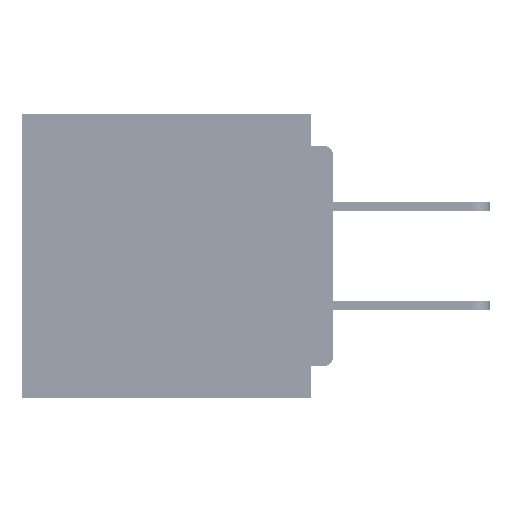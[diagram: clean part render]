
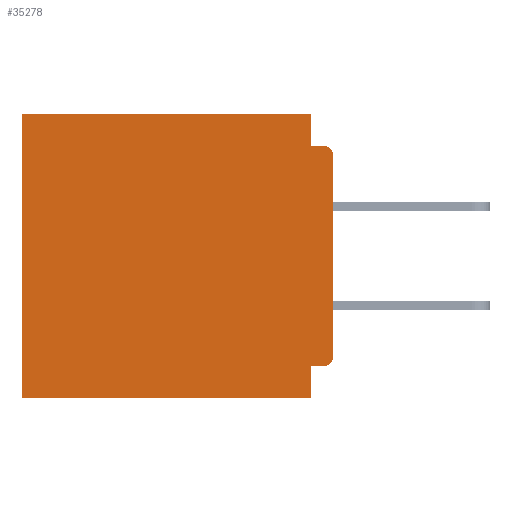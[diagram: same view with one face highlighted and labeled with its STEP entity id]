
A CAD part, left-side view. The second image highlights one B-rep face of the part: STEP entity #35278.
In plain terms, the highlighted planar face has unit normal (-1, 0, 0).
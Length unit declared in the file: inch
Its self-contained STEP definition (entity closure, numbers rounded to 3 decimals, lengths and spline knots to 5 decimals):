
#1392 = VERTEX_POINT ( 'NONE', #40140 ) ;
#1800 = EDGE_CURVE ( 'NONE', #45883, #15638, #11705, .T. ) ;
#2479 = DIRECTION ( 'NONE',  ( 0., 0., -1. ) ) ;
#2587 = DIRECTION ( 'NONE',  ( 1., 0., 0. ) ) ;
#2793 = LINE ( 'NONE', #24518, #14035 ) ;
#3050 = CARTESIAN_POINT ( 'NONE',  ( 0.3, 0., -0.34 ) ) ;
#3154 = VECTOR ( 'NONE', #45924, 39.37008 ) ;
#3349 = CARTESIAN_POINT ( 'NONE',  ( 0.3, 0.437, -0.4 ) ) ;
#3560 = ORIENTED_EDGE ( 'NONE', *, *, #9482, .F. ) ;
#4904 = DIRECTION ( 'NONE',  ( 0., 0., -1. ) ) ;
#7864 = EDGE_CURVE ( 'NONE', #1392, #40093, #2793, .T. ) ;
#8071 = ORIENTED_EDGE ( 'NONE', *, *, #29691, .F. ) ;
#8173 = DIRECTION ( 'NONE',  ( 0., 0., -1. ) ) ;
#9482 = EDGE_CURVE ( 'NONE', #25624, #30525, #35191, .T. ) ;
#9712 = CARTESIAN_POINT ( 'NONE',  ( 0.3, 0., -0.4 ) ) ;
#9884 = VERTEX_POINT ( 'NONE', #12388 ) ;
#10061 = VECTOR ( 'NONE', #51061, 39.37008 ) ;
#10103 = VECTOR ( 'NONE', #4904, 39.37008 ) ;
#11377 = DIRECTION ( 'NONE',  ( 0., 0., -1. ) ) ;
#11705 = LINE ( 'NONE', #35655, #35326 ) ;
#12388 = CARTESIAN_POINT ( 'NONE',  ( 0.3, 0.031, -0.4 ) ) ;
#14035 = VECTOR ( 'NONE', #38764, 39.37008 ) ;
#14082 = ORIENTED_EDGE ( 'NONE', *, *, #31278, .F. ) ;
#15094 = DIRECTION ( 'NONE',  ( -1., 0., 0. ) ) ;
#15287 = DIRECTION ( 'NONE',  ( 0., 1., 0. ) ) ;
#15638 = VERTEX_POINT ( 'NONE', #23878 ) ;
#15872 = LINE ( 'NONE', #17441, #3154 ) ;
#17441 = CARTESIAN_POINT ( 'NONE',  ( 0.3, 0., -0.4 ) ) ;
#19046 = EDGE_CURVE ( 'NONE', #56449, #27178, #54685, .T. ) ;
#21382 = VECTOR ( 'NONE', #8173, 39.37008 ) ;
#21462 = ORIENTED_EDGE ( 'NONE', *, *, #52443, .F. ) ;
#23878 = CARTESIAN_POINT ( 'NONE',  ( 0.3, 0.031, -0.355 ) ) ;
#24472 = CIRCLE ( 'NONE', #47327, 0.015 ) ;
#24518 = CARTESIAN_POINT ( 'NONE',  ( 0.3, 0., 0. ) ) ;
#25624 = VERTEX_POINT ( 'NONE', #50024 ) ;
#25824 = ORIENTED_EDGE ( 'NONE', *, *, #30590, .T. ) ;
#27178 = VERTEX_POINT ( 'NONE', #3050 ) ;
#27952 = CARTESIAN_POINT ( 'NONE',  ( 0.3, 0.437, 0. ) ) ;
#29457 = AXIS2_PLACEMENT_3D ( 'NONE', #59281, #2587, #35736 ) ;
#29691 = EDGE_CURVE ( 'NONE', #1392, #25624, #57410, .T. ) ;
#30270 = CARTESIAN_POINT ( 'NONE',  ( 0.3, 0.015, -0.045 ) ) ;
#30525 = VERTEX_POINT ( 'NONE', #30270 ) ;
#30590 = EDGE_CURVE ( 'NONE', #56449, #30525, #43267, .T. ) ;
#30877 = DIRECTION ( 'NONE',  ( -1., 0., 0. ) ) ;
#30973 = ORIENTED_EDGE ( 'NONE', *, *, #19046, .F. ) ;
#31278 = EDGE_CURVE ( 'NONE', #9884, #41306, #15872, .T. ) ;
#31575 = AXIS2_PLACEMENT_3D ( 'NONE', #59190, #30877, #2479 ) ;
#31791 = ORIENTED_EDGE ( 'NONE', *, *, #35679, .T. ) ;
#32332 = CARTESIAN_POINT ( 'NONE',  ( 0.3, 0.437, -0.4 ) ) ;
#35191 = LINE ( 'NONE', #46310, #10061 ) ;
#35278 = ADVANCED_FACE ( 'NONE', ( #54303 ), #54575, .F. ) ;
#35326 = VECTOR ( 'NONE', #15287, 39.37008 ) ;
#35655 = CARTESIAN_POINT ( 'NONE',  ( 0.3, 0., -0.355 ) ) ;
#35679 = EDGE_CURVE ( 'NONE', #45883, #27178, #24472, .T. ) ;
#35736 = DIRECTION ( 'NONE',  ( 0., 0., -1. ) ) ;
#37991 = CARTESIAN_POINT ( 'NONE',  ( 0.3, 0.031, 0. ) ) ;
#38204 = DIRECTION ( 'NONE',  ( 0., 0., -1. ) ) ;
#38436 = ORIENTED_EDGE ( 'NONE', *, *, #1800, .F. ) ;
#38764 = DIRECTION ( 'NONE',  ( 0., 1., 0. ) ) ;
#39079 = VECTOR ( 'NONE', #11377, 39.37008 ) ;
#39340 = EDGE_CURVE ( 'NONE', #40093, #41306, #59048, .T. ) ;
#39908 = CARTESIAN_POINT ( 'NONE',  ( 0.3, 0., -0.06 ) ) ;
#40093 = VERTEX_POINT ( 'NONE', #27952 ) ;
#40140 = CARTESIAN_POINT ( 'NONE',  ( 0.3, 0.031, 0. ) ) ;
#41306 = VERTEX_POINT ( 'NONE', #32332 ) ;
#42097 = VECTOR ( 'NONE', #38204, 39.37008 ) ;
#43267 = CIRCLE ( 'NONE', #31575, 0.015 ) ;
#43352 = CARTESIAN_POINT ( 'NONE',  ( 0.3, 0.015, -0.34 ) ) ;
#44443 = CARTESIAN_POINT ( 'NONE',  ( 0.3, 0.031, -0.4 ) ) ;
#45835 = ORIENTED_EDGE ( 'NONE', *, *, #7864, .T. ) ;
#45883 = VERTEX_POINT ( 'NONE', #49865 ) ;
#45924 = DIRECTION ( 'NONE',  ( 0., 1., 0. ) ) ;
#46310 = CARTESIAN_POINT ( 'NONE',  ( 0.3, 0., -0.045 ) ) ;
#47327 = AXIS2_PLACEMENT_3D ( 'NONE', #43352, #15094, #48131 ) ;
#48131 = DIRECTION ( 'NONE',  ( 0., 0., -1. ) ) ;
#49865 = CARTESIAN_POINT ( 'NONE',  ( 0.3, 0.015, -0.355 ) ) ;
#50024 = CARTESIAN_POINT ( 'NONE',  ( 0.3, 0.031, -0.045 ) ) ;
#50281 = ORIENTED_EDGE ( 'NONE', *, *, #39340, .T. ) ;
#51061 = DIRECTION ( 'NONE',  ( 0., -1., 0. ) ) ;
#52443 = EDGE_CURVE ( 'NONE', #15638, #9884, #53171, .T. ) ;
#53171 = LINE ( 'NONE', #44443, #39079 ) ;
#54303 = FACE_OUTER_BOUND ( 'NONE', #57523, .T. ) ;
#54575 = PLANE ( 'NONE',  #29457 ) ;
#54685 = LINE ( 'NONE', #9712, #42097 ) ;
#56449 = VERTEX_POINT ( 'NONE', #39908 ) ;
#57410 = LINE ( 'NONE', #37991, #10103 ) ;
#57523 = EDGE_LOOP ( 'NONE', ( #30973, #25824, #3560, #8071, #45835, #50281, #14082, #21462, #38436, #31791 ) ) ;
#59048 = LINE ( 'NONE', #3349, #21382 ) ;
#59190 = CARTESIAN_POINT ( 'NONE',  ( 0.3, 0.015, -0.06 ) ) ;
#59281 = CARTESIAN_POINT ( 'NONE',  ( 0.3, 0., -0.4 ) ) ;
